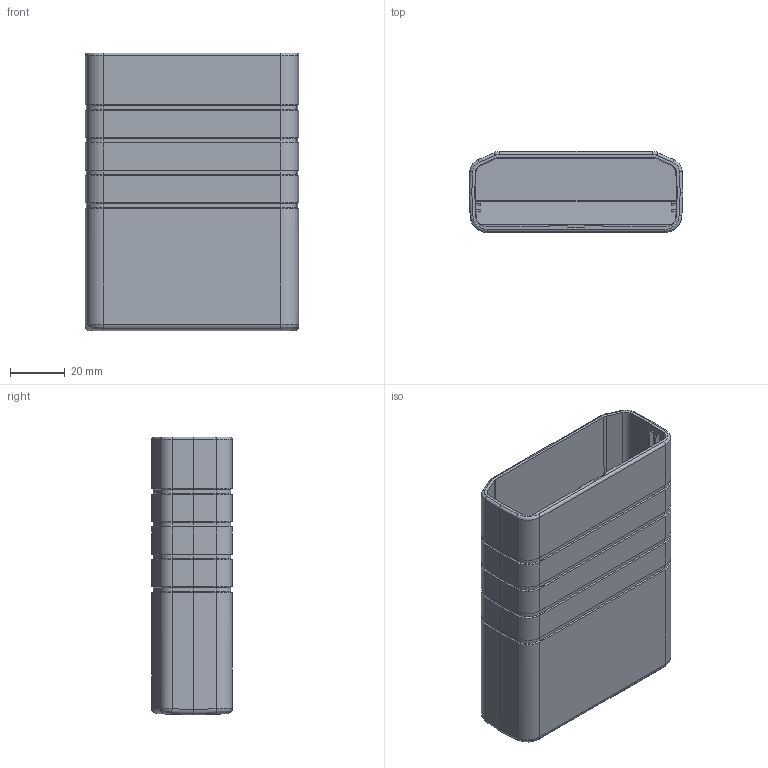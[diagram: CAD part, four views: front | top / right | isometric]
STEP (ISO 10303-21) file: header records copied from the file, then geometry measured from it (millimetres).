
FILE_DESCRIPTION((''),'2;1');
FILE_NAME('','2024-12-23T',(''),(''),'PRO/ENGINEER BY PARAMETRIC TECHNOLOGY CORPORATION, 2003250','PRO/ENGINEER BY PARAMETRIC TECHNOLOGY CORPORATION, 2003250','');
FILE_SCHEMA(('CONFIG_CONTROL_DESIGN'));
Length unit declared in the file: millimetre
Bounding box: 78.45 x 29.6 x 102 mm (x, y, z)
Volume: 46318.9 mm3; surface area: 45318 mm2
Topology: 1 solids, 1 shells, 342 faces, 753 edges, 416 vertices
Faces by surface type: plane 202, cylinder 74, cone 54, torus 6, bspline 6
Entity records: 9337 total; most frequent: CARTESIAN_POINT 1907, DIRECTION 1533, ORIENTED_EDGE 1506, EDGE_CURVE 753, VECTOR 577, LINE 577, AXIS2_PLACEMENT_3D 478, VERTEX_POINT 416
